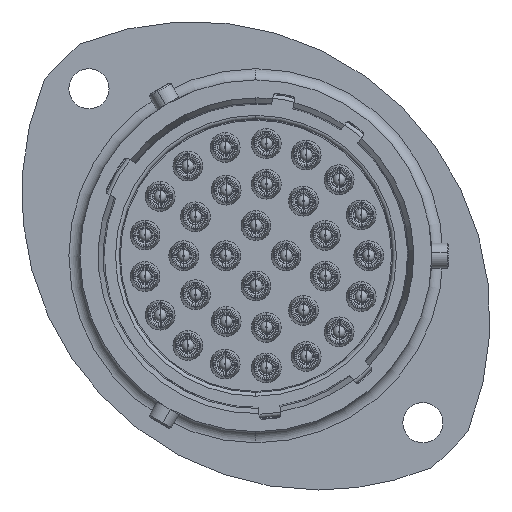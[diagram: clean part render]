
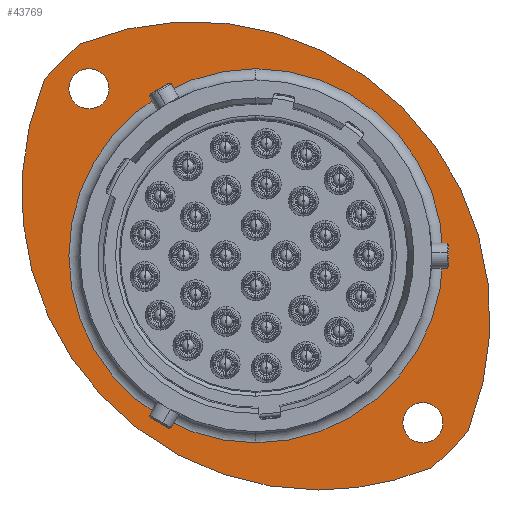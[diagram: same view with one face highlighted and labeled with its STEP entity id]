
A CAD part, left-side view. The second image highlights one B-rep face of the part: STEP entity #43769.
In plain terms, the highlighted planar face has unit normal (-1, 0, 0).
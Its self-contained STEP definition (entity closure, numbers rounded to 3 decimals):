
#1123 = CIRCLE ( 'NONE', #61866, 24. ) ;
#1214 = DIRECTION ( 'NONE',  ( 0., 0., -1. ) ) ;
#1790 = CARTESIAN_POINT ( 'NONE',  ( 15.98, 0., 15.13 ) ) ;
#3488 = CARTESIAN_POINT ( 'NONE',  ( 15.98, 13.506, 13.506 ) ) ;
#4114 = EDGE_CURVE ( 'NONE', #25335, #75721, #69483, .T. ) ;
#4831 = CARTESIAN_POINT ( 'NONE',  ( 15.98, -5.056, -18.944 ) ) ;
#5673 = CARTESIAN_POINT ( 'NONE',  ( 15.98, 13.506, 13.506 ) ) ;
#6146 = CARTESIAN_POINT ( 'NONE',  ( 15.98, -13.506, -15.131 ) ) ;
#6183 = AXIS2_PLACEMENT_3D ( 'NONE', #69610, #18326, #69053 ) ;
#6991 = AXIS2_PLACEMENT_3D ( 'NONE', #32704, #25985, #1214 ) ;
#7225 = FACE_BOUND ( 'NONE', #70574, .T. ) ;
#7993 = EDGE_CURVE ( 'NONE', #47178, #57220, #19688, .T. ) ;
#8038 = AXIS2_PLACEMENT_3D ( 'NONE', #37277, #82356, #44042 ) ;
#9425 = DIRECTION ( 'NONE',  ( 0., 0., -1. ) ) ;
#9996 = VERTEX_POINT ( 'NONE', #45991 ) ;
#10994 = CARTESIAN_POINT ( 'NONE',  ( 15.98, 0., 0. ) ) ;
#13179 = ORIENTED_EDGE ( 'NONE', *, *, #16220, .T. ) ;
#13895 = CARTESIAN_POINT ( 'NONE',  ( 15.98, 13.506, 15.131 ) ) ;
#14647 = DIRECTION ( 'NONE',  ( 0., 0., -1. ) ) ;
#14861 = ORIENTED_EDGE ( 'NONE', *, *, #4114, .F. ) ;
#15817 = DIRECTION ( 'NONE',  ( 0., 0., -1. ) ) ;
#16170 = DIRECTION ( 'NONE',  ( 1., 0., 0. ) ) ;
#16220 = EDGE_CURVE ( 'NONE', #19590, #31726, #64796, .T. ) ;
#16262 = ORIENTED_EDGE ( 'NONE', *, *, #7993, .T. ) ;
#16382 = DIRECTION ( 'NONE',  ( -1., 0., 0. ) ) ;
#16670 = EDGE_CURVE ( 'NONE', #57220, #31649, #1123, .T. ) ;
#18326 = DIRECTION ( 'NONE',  ( -1., 0., 0. ) ) ;
#18343 = CARTESIAN_POINT ( 'NONE',  ( 15.98, -5.056, 5.056 ) ) ;
#18864 = CIRCLE ( 'NONE', #6183, 22.25 ) ;
#19590 = VERTEX_POINT ( 'NONE', #1790 ) ;
#19688 = CIRCLE ( 'NONE', #57493, 24. ) ;
#21886 = CIRCLE ( 'NONE', #29595, 1.625 ) ;
#21889 = VERTEX_POINT ( 'NONE', #67679 ) ;
#23173 = AXIS2_PLACEMENT_3D ( 'NONE', #79553, #28272, #40960 ) ;
#23431 = CARTESIAN_POINT ( 'NONE',  ( 15.98, -13.506, -13.506 ) ) ;
#24571 = DIRECTION ( 'NONE',  ( 0., 0., -1. ) ) ;
#25335 = VERTEX_POINT ( 'NONE', #68667 ) ;
#25599 = EDGE_CURVE ( 'NONE', #9996, #28240, #70968, .T. ) ;
#25985 = DIRECTION ( 'NONE',  ( 1., 0., 0. ) ) ;
#27167 = EDGE_LOOP ( 'NONE', ( #58417, #43801 ) ) ;
#27245 = EDGE_LOOP ( 'NONE', ( #51869, #14861 ) ) ;
#28240 = VERTEX_POINT ( 'NONE', #60035 ) ;
#28272 = DIRECTION ( 'NONE',  ( 1., 0., 0. ) ) ;
#28362 = AXIS2_PLACEMENT_3D ( 'NONE', #67641, #16382, #15817 ) ;
#29595 = AXIS2_PLACEMENT_3D ( 'NONE', #5673, #37175, #43648 ) ;
#29814 = AXIS2_PLACEMENT_3D ( 'NONE', #35277, #16170, #35823 ) ;
#31649 = VERTEX_POINT ( 'NONE', #70243 ) ;
#31726 = VERTEX_POINT ( 'NONE', #32725 ) ;
#32269 = CIRCLE ( 'NONE', #78746, 1.625 ) ;
#32704 = CARTESIAN_POINT ( 'NONE',  ( 15.98, 0., 0. ) ) ;
#32725 = CARTESIAN_POINT ( 'NONE',  ( 15.98, 0., -15.13 ) ) ;
#33142 = ORIENTED_EDGE ( 'NONE', *, *, #73914, .T. ) ;
#33500 = EDGE_CURVE ( 'NONE', #21889, #62863, #32269, .T. ) ;
#35277 = CARTESIAN_POINT ( 'NONE',  ( 15.98, 0., 0. ) ) ;
#35823 = DIRECTION ( 'NONE',  ( 0., 0., -1. ) ) ;
#36993 = CIRCLE ( 'NONE', #8038, 1.625 ) ;
#37175 = DIRECTION ( 'NONE',  ( -1., 0., 0. ) ) ;
#37277 = CARTESIAN_POINT ( 'NONE',  ( 15.98, -13.506, -13.506 ) ) ;
#37474 = DIRECTION ( 'NONE',  ( -1., 0., 0. ) ) ;
#38026 = EDGE_CURVE ( 'NONE', #31726, #19590, #67633, .T. ) ;
#38514 = EDGE_LOOP ( 'NONE', ( #16262, #80450, #33142, #56245, #73160 ) ) ;
#39722 = CARTESIAN_POINT ( 'NONE',  ( 15.98, -5.056, 5.056 ) ) ;
#40960 = DIRECTION ( 'NONE',  ( 0., 0., -1. ) ) ;
#43023 = DIRECTION ( 'NONE',  ( 0., 0., 1. ) ) ;
#43648 = DIRECTION ( 'NONE',  ( 0., 0., -1. ) ) ;
#43769 = ADVANCED_FACE ( 'NONE', ( #69743, #63729, #7225, #80704 ), #52531, .F. ) ;
#43801 = ORIENTED_EDGE ( 'NONE', *, *, #54782, .F. ) ;
#44042 = DIRECTION ( 'NONE',  ( 0., 0., -1. ) ) ;
#45991 = CARTESIAN_POINT ( 'NONE',  ( 15.98, -17.138, -14.19 ) ) ;
#47178 = VERTEX_POINT ( 'NONE', #58780 ) ;
#51869 = ORIENTED_EDGE ( 'NONE', *, *, #52218, .F. ) ;
#52218 = EDGE_CURVE ( 'NONE', #75721, #25335, #36993, .T. ) ;
#52531 = PLANE ( 'NONE',  #23173 ) ;
#53225 = DIRECTION ( 'NONE',  ( -1., 0., 0. ) ) ;
#54782 = EDGE_CURVE ( 'NONE', #62863, #21889, #21886, .T. ) ;
#55499 = DIRECTION ( 'NONE',  ( -1., 0., 0. ) ) ;
#55784 = DIRECTION ( 'NONE',  ( 0., 0., -1. ) ) ;
#56245 = ORIENTED_EDGE ( 'NONE', *, *, #25599, .T. ) ;
#56431 = CIRCLE ( 'NONE', #82222, 22.25 ) ;
#57220 = VERTEX_POINT ( 'NONE', #4831 ) ;
#57493 = AXIS2_PLACEMENT_3D ( 'NONE', #18343, #37474, #24571 ) ;
#58417 = ORIENTED_EDGE ( 'NONE', *, *, #33500, .F. ) ;
#58780 = CARTESIAN_POINT ( 'NONE',  ( 15.98, 17.138, 14.19 ) ) ;
#60035 = CARTESIAN_POINT ( 'NONE',  ( 15.98, 14.19, 17.138 ) ) ;
#61866 = AXIS2_PLACEMENT_3D ( 'NONE', #39722, #53225, #14647 ) ;
#62863 = VERTEX_POINT ( 'NONE', #13895 ) ;
#63729 = FACE_BOUND ( 'NONE', #27245, .T. ) ;
#64796 = CIRCLE ( 'NONE', #29814, 15.13 ) ;
#67633 = CIRCLE ( 'NONE', #6991, 15.13 ) ;
#67641 = CARTESIAN_POINT ( 'NONE',  ( 15.98, 5.056, -5.056 ) ) ;
#67679 = CARTESIAN_POINT ( 'NONE',  ( 15.98, 13.506, 11.881 ) ) ;
#68667 = CARTESIAN_POINT ( 'NONE',  ( 15.98, -13.506, -11.881 ) ) ;
#69053 = DIRECTION ( 'NONE',  ( 0., 0., 1. ) ) ;
#69483 = CIRCLE ( 'NONE', #83472, 1.625 ) ;
#69523 = DIRECTION ( 'NONE',  ( -1., 0., 0. ) ) ;
#69610 = CARTESIAN_POINT ( 'NONE',  ( 15.98, 0., 0. ) ) ;
#69743 = FACE_BOUND ( 'NONE', #27167, .T. ) ;
#70243 = CARTESIAN_POINT ( 'NONE',  ( 15.98, -14.19, -17.138 ) ) ;
#70574 = EDGE_LOOP ( 'NONE', ( #82829, #13179 ) ) ;
#70968 = CIRCLE ( 'NONE', #28362, 24. ) ;
#73160 = ORIENTED_EDGE ( 'NONE', *, *, #78441, .T. ) ;
#73914 = EDGE_CURVE ( 'NONE', #31649, #9996, #56431, .T. ) ;
#75721 = VERTEX_POINT ( 'NONE', #6146 ) ;
#78441 = EDGE_CURVE ( 'NONE', #28240, #47178, #18864, .T. ) ;
#78746 = AXIS2_PLACEMENT_3D ( 'NONE', #3488, #80337, #9425 ) ;
#79553 = CARTESIAN_POINT ( 'NONE',  ( 15.98, 14.23, 0. ) ) ;
#80337 = DIRECTION ( 'NONE',  ( -1., 0., 0. ) ) ;
#80450 = ORIENTED_EDGE ( 'NONE', *, *, #16670, .T. ) ;
#80704 = FACE_OUTER_BOUND ( 'NONE', #38514, .T. ) ;
#82222 = AXIS2_PLACEMENT_3D ( 'NONE', #10994, #69523, #43023 ) ;
#82356 = DIRECTION ( 'NONE',  ( -1., 0., 0. ) ) ;
#82829 = ORIENTED_EDGE ( 'NONE', *, *, #38026, .T. ) ;
#83472 = AXIS2_PLACEMENT_3D ( 'NONE', #23431, #55499, #55784 ) ;
